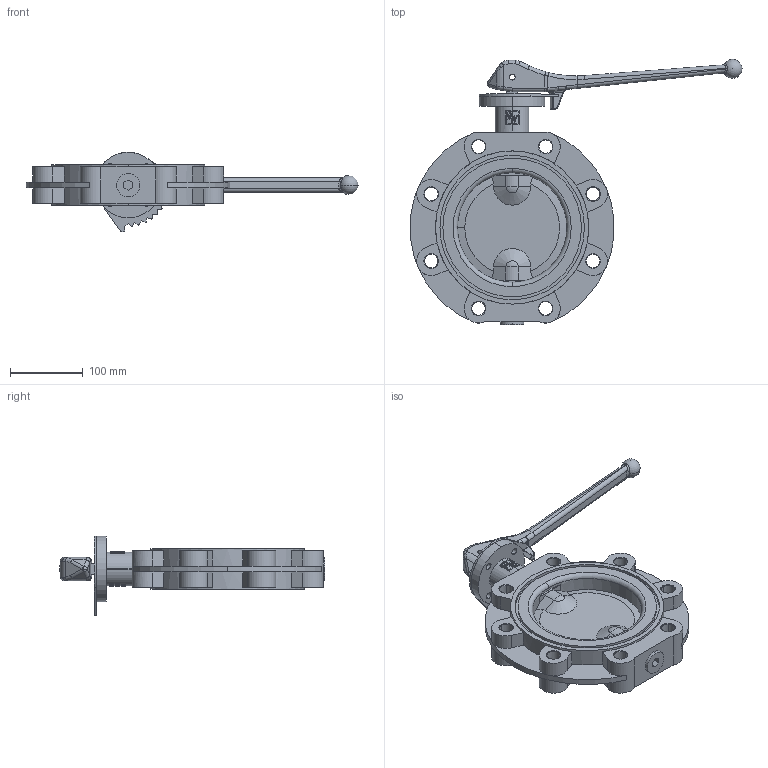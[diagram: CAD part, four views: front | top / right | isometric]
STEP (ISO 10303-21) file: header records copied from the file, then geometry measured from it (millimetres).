
FILE_DESCRIPTION (( 'STEP AP214' ), '1' );
FILE_NAME ('EVTLS DN150 PN16 - LEVER L3.STEP', '2020-03-10T09:39:48', ( 'Administrator' ), ( 'EuroValve' ), 'SwSTEP 2.0', 'SolidWorks 2015', '' );
FILE_SCHEMA (( 'AUTOMOTIVE_DESIGN' ));
Length unit declared in the file: millimetre
Products named in the file (3): EVTLS DN150 PN16 - LEVER L3; EV LEVER L3; EVTLS DN40-350_DN 150 PN16
Assembly tree (2 placements, depth 2):
  EVTLS DN150 PN16 - LEVER L3
    EVTLS DN40-350_DN 150 PN16
    EV LEVER L3
Bounding box: 455 x 363.51 x 109 mm (x, y, z)
Volume: 2118954.6 mm3; surface area: 292401.4 mm2
Topology: 2 solids, 2 shells, 622 faces, 1630 edges, 1029 vertices
Faces by surface type: plane 272, cylinder 165, bspline 105, cone 46, torus 22, sphere 12
Entity records: 25644 total; most frequent: CARTESIAN_POINT 8030, ORIENTED_EDGE 3226, DIRECTION 2929, EDGE_CURVE 1613, AXIS2_PLACEMENT_3D 1077, VERTEX_POINT 1024, VECTOR 775, LINE 775
